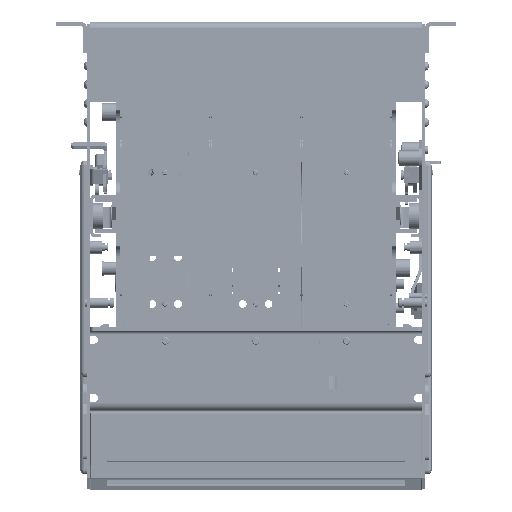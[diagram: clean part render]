
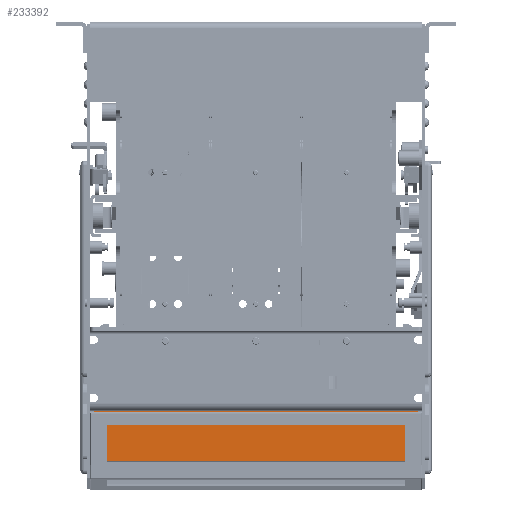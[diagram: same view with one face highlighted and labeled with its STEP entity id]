
A CAD part, left-side view. The second image highlights one B-rep face of the part: STEP entity #233392.
In plain terms, the highlighted planar face has unit normal (-1, 0, 0).
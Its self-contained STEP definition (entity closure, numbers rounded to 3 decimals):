
#71258=DIRECTION('',(0.,0.,-1.));
#71259=VECTOR('',#71258,39.);
#71260=CARTESIAN_POINT('',(14.,128.,-299.808));
#71261=LINE('',#71260,#71259);
#73302=DIRECTION('',(0.,0.,1.));
#73303=VECTOR('',#73302,39.);
#73304=CARTESIAN_POINT('',(14.,-128.,-338.808));
#73305=LINE('',#73304,#73303);
#73889=DIRECTION('',(0.,-1.,0.));
#73890=VECTOR('',#73889,256.);
#73891=CARTESIAN_POINT('',(14.,128.,-338.808));
#73892=LINE('',#73891,#73890);
#73897=DIRECTION('',(0.,-1.,0.));
#73898=VECTOR('',#73897,256.);
#73899=CARTESIAN_POINT('',(14.,128.,-299.808));
#73900=LINE('',#73899,#73898);
#73901=CARTESIAN_POINT('',(14.,118.,-328.808));
#73902=DIRECTION('',(-1.,0.,0.));
#73903=DIRECTION('',(0.,1.,0.));
#73904=AXIS2_PLACEMENT_3D('',#73901,#73902,#73903);
#73906=CARTESIAN_POINT('',(14.,118.,-328.808));
#73907=DIRECTION('',(-1.,0.,0.));
#73908=DIRECTION('',(0.,-1.,0.));
#73909=AXIS2_PLACEMENT_3D('',#73906,#73907,#73908);
#73911=CARTESIAN_POINT('',(14.,-118.,-310.808));
#73912=DIRECTION('',(-1.,0.,0.));
#73913=DIRECTION('',(0.,1.,0.));
#73914=AXIS2_PLACEMENT_3D('',#73911,#73912,#73913);
#73916=CARTESIAN_POINT('',(14.,-118.,-310.808));
#73917=DIRECTION('',(-1.,0.,0.));
#73918=DIRECTION('',(0.,-1.,0.));
#73919=AXIS2_PLACEMENT_3D('',#73916,#73917,#73918);
#113024=CARTESIAN_POINT('',(14.,128.,-299.808));
#113025=VERTEX_POINT('',#113024);
#113026=CARTESIAN_POINT('',(14.,128.,-338.808));
#113027=VERTEX_POINT('',#113026);
#113909=CARTESIAN_POINT('',(14.,-128.,-338.808));
#113910=VERTEX_POINT('',#113909);
#113911=CARTESIAN_POINT('',(14.,-128.,-299.808));
#113912=VERTEX_POINT('',#113911);
#114134=CARTESIAN_POINT('',(14.,119.75,-328.808));
#114135=CARTESIAN_POINT('',(14.,116.25,-328.808));
#114136=VERTEX_POINT('',#114134);
#114137=VERTEX_POINT('',#114135);
#114138=CARTESIAN_POINT('',(14.,-116.25,-310.808));
#114139=CARTESIAN_POINT('',(14.,-119.75,-310.808));
#114140=VERTEX_POINT('',#114138);
#114141=VERTEX_POINT('',#114139);
#233368=CARTESIAN_POINT('',(14.,0.,-319.308));
#233369=DIRECTION('',(1.,0.,0.));
#233370=DIRECTION('',(0.,0.,-1.));
#233371=AXIS2_PLACEMENT_3D('',#233368,#233369,#233370);
#233372=PLANE('',#233371);
#233374=ORIENTED_EDGE('',*,*,#233373,.T.);
#233375=ORIENTED_EDGE('',*,*,#232699,.F.);
#233376=ORIENTED_EDGE('',*,*,#233361,.F.);
#233377=ORIENTED_EDGE('',*,*,#231257,.F.);
#233378=EDGE_LOOP('',(#233374,#233375,#233376,#233377));
#233379=FACE_OUTER_BOUND('',#233378,.F.);
#233381=ORIENTED_EDGE('',*,*,#233380,.T.);
#233383=ORIENTED_EDGE('',*,*,#233382,.T.);
#233384=EDGE_LOOP('',(#233381,#233383));
#233385=FACE_BOUND('',#233384,.F.);
#233387=ORIENTED_EDGE('',*,*,#233386,.T.);
#233389=ORIENTED_EDGE('',*,*,#233388,.T.);
#233390=EDGE_LOOP('',(#233387,#233389));
#233391=FACE_BOUND('',#233390,.F.);
#233392=ADVANCED_FACE('',(#233379,#233385,#233391),#233372,.F.);
#73905=CIRCLE('',#73904,1.75);
#73910=CIRCLE('',#73909,1.75);
#73915=CIRCLE('',#73914,1.75);
#73920=CIRCLE('',#73919,1.75);
#231257=EDGE_CURVE('',#113025,#113027,#71261,.T.);
#232699=EDGE_CURVE('',#113910,#113912,#73305,.T.);
#233361=EDGE_CURVE('',#113027,#113910,#73892,.T.);
#233373=EDGE_CURVE('',#113025,#113912,#73900,.T.);
#233380=EDGE_CURVE('',#114136,#114137,#73905,.T.);
#233382=EDGE_CURVE('',#114137,#114136,#73910,.T.);
#233386=EDGE_CURVE('',#114140,#114141,#73915,.T.);
#233388=EDGE_CURVE('',#114141,#114140,#73920,.T.);
